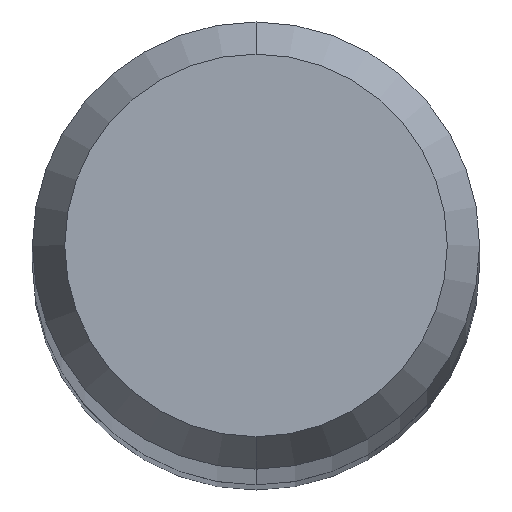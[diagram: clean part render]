
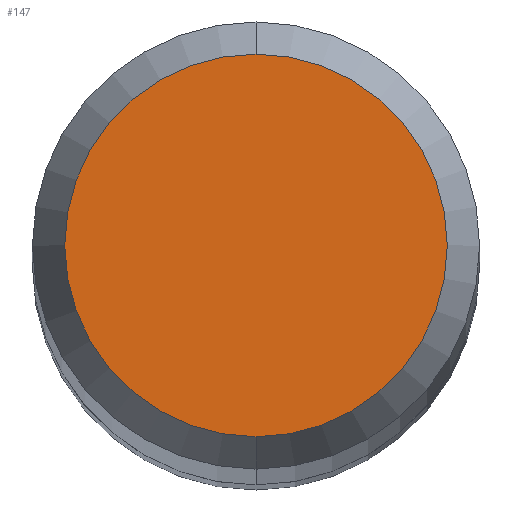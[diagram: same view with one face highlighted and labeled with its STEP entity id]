
A CAD part, top view. The second image highlights one B-rep face of the part: STEP entity #147.
In plain terms, the highlighted planar face has unit normal (0, 0, 1).
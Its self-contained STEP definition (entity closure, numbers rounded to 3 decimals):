
#95=VERTEX_POINT('',#214);
#101=EDGE_CURVE('',#95,#175,#220,.T.);
#147=ADVANCED_FACE('',(#273),#274,.T.);
#153=EDGE_CURVE('',#175,#95,#280,.T.);
#175=VERTEX_POINT('',#305);
#214=CARTESIAN_POINT('',(0.0,1.358,0.0));
#220=CIRCLE('',#353,1.358);
#273=FACE_OUTER_BOUND('',#415,.T.);
#274=PLANE('',#416);
#280=CIRCLE('',#425,1.358);
#305=CARTESIAN_POINT('',(0.,-1.358,0.0));
#353=AXIS2_PLACEMENT_3D('',#482,#483,#484);
#415=EDGE_LOOP('',(#556,#557));
#416=AXIS2_PLACEMENT_3D('',#558,#559,#560);
#425=AXIS2_PLACEMENT_3D('',#562,#563,#564);
#482=CARTESIAN_POINT('',(0.0,0.0,0.0));
#483=DIRECTION('',(0.0,0.0,-1.0));
#484=DIRECTION('',(0.0,1.0,0.0));
#556=ORIENTED_EDGE('',*,*,#101,.F.);
#557=ORIENTED_EDGE('',*,*,#153,.F.);
#558=CARTESIAN_POINT('',(0.0,0.679,0.0));
#559=DIRECTION('',(-0.0,0.0,1.0));
#560=DIRECTION('',(0.0,-1.0,0.0));
#562=CARTESIAN_POINT('',(0.0,0.0,0.0));
#563=DIRECTION('',(0.0,0.0,-1.0));
#564=DIRECTION('',(0.0,1.0,0.0));
